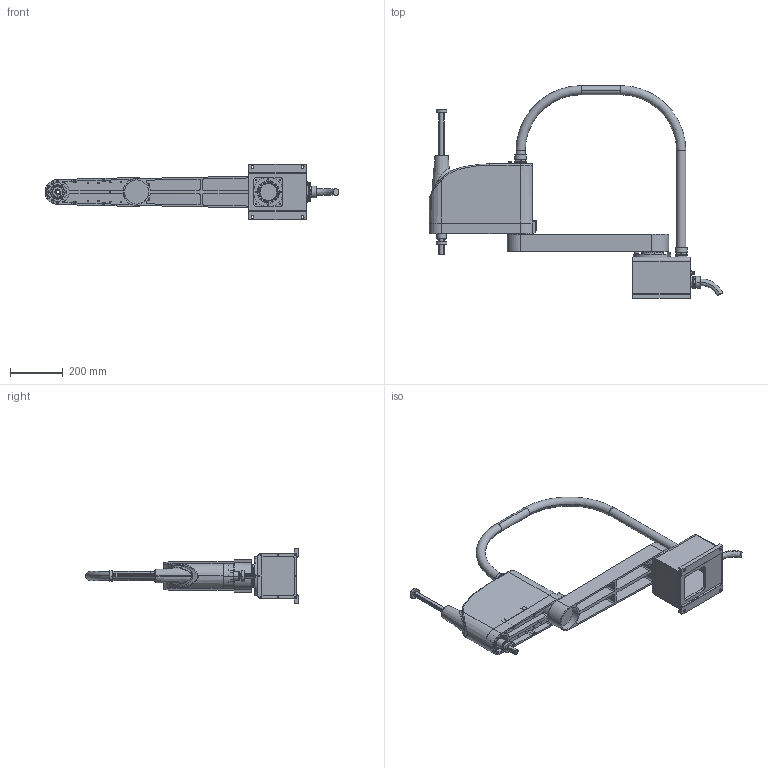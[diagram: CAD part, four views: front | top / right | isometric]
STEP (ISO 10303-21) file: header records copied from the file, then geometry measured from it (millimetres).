
FILE_DESCRIPTION (( 'STEP AP214' ), '1' );
FILE_NAME ('AR8530-C-00.STEP', '2018-12-29T02:56:24', ( '' ), ( '' ), 'SwSTEP 2.0', 'SolidWorks 2016', '' );
FILE_SCHEMA (( 'AUTOMOTIVE_DESIGN' ));
Length unit declared in the file: millimetre
Products named in the file (4): AR8530-C-00; AR8520-C-03A; AR8520-C-02; AR8520-C-01
Assembly tree (3 placements, depth 2):
  AR8530-C-00
    AR8520-C-01
    AR8520-C-02
    AR8520-C-03A
Bounding box: 1115.54 x 807.45 x 210 mm (x, y, z)
Surface area: 1515682.6 mm2 (no closed solid volume)
Topology: 0 solids, 51 shells, 1159 faces, 3549 edges, 2443 vertices
Faces by surface type: cylinder 660, plane 354, cone 99, torus 24, bspline 22
Entity records: 57800 total; most frequent: CARTESIAN_POINT 21026, DIRECTION 7078, ORIENTED_EDGE 5970, EDGE_CURVE 3544, AXIS2_PLACEMENT_3D 2727, VERTEX_POINT 2441, LINE 1624, VECTOR 1624
